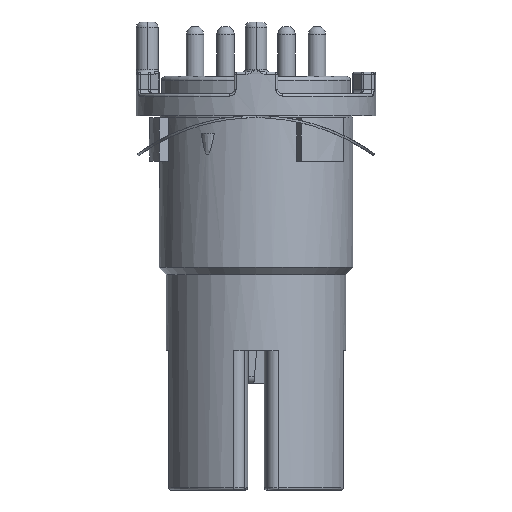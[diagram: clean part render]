
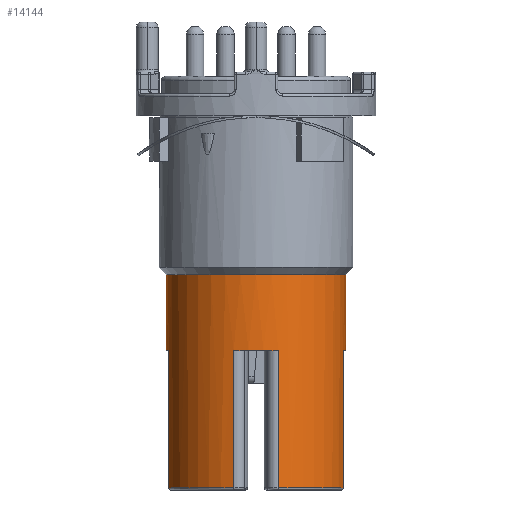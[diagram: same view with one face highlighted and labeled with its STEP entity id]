
A CAD part, left-side view. The second image highlights one B-rep face of the part: STEP entity #14144.
In plain terms, the highlighted cylindrical face has radius 4.125 mm (diameter 8.25 mm), a partial arc.
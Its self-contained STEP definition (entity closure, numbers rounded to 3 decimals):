
#126=CARTESIAN_POINT('',(0.,0.,-11.7));
#127=DIRECTION('',(0.,0.,1.));
#128=DIRECTION('',(0.,1.,0.));
#129=AXIS2_PLACEMENT_3D('',#126,#127,#128);
#159=CARTESIAN_POINT('',(0.,0.,-11.7));
#160=DIRECTION('',(0.,0.,1.));
#161=DIRECTION('',(-0.969,0.248,0.));
#162=AXIS2_PLACEMENT_3D('',#159,#160,#161);
#192=CARTESIAN_POINT('',(0.,0.,-11.7));
#193=DIRECTION('',(0.,0.,1.));
#194=DIRECTION('',(-0.248,-0.969,0.));
#195=AXIS2_PLACEMENT_3D('',#192,#193,#194);
#545=DIRECTION('',(0.,0.,-1.));
#546=VECTOR('',#545,3.5);
#547=CARTESIAN_POINT('',(0.,-4.125,-8.2));
#548=LINE('',#547,#546);
#554=DIRECTION('',(0.,0.,-1.));
#555=VECTOR('',#554,3.5);
#556=CARTESIAN_POINT('',(0.,4.125,-8.2));
#557=LINE('',#556,#555);
#1229=CARTESIAN_POINT('',(0.,0.,-18.));
#1230=DIRECTION('',(0.,0.,-1.));
#1231=DIRECTION('',(-0.248,-0.969,0.));
#1232=AXIS2_PLACEMENT_3D('',#1229,#1230,#1231);
#1234=DIRECTION('',(0.,0.,1.));
#1235=VECTOR('',#1234,6.3);
#1236=CARTESIAN_POINT('',(-3.996,-1.024,-18.));
#1237=LINE('',#1236,#1235);
#1238=DIRECTION('',(0.,0.,1.));
#1239=VECTOR('',#1238,6.3);
#1240=CARTESIAN_POINT('',(-3.996,1.024,-18.));
#1241=LINE('',#1240,#1239);
#1242=CARTESIAN_POINT('',(0.,0.,-18.));
#1243=DIRECTION('',(0.,0.,-1.));
#1244=DIRECTION('',(-0.969,0.248,0.));
#1245=AXIS2_PLACEMENT_3D('',#1242,#1243,#1244);
#1247=DIRECTION('',(0.,0.,1.));
#1248=VECTOR('',#1247,6.3);
#1249=CARTESIAN_POINT('',(-1.024,3.996,-18.));
#1250=LINE('',#1249,#1248);
#1251=CARTESIAN_POINT('',(0.,0.,-8.2));
#1252=DIRECTION('',(0.,0.,1.));
#1253=DIRECTION('',(0.,1.,0.));
#1254=AXIS2_PLACEMENT_3D('',#1251,#1252,#1253);
#1256=DIRECTION('',(0.,0.,1.));
#1257=VECTOR('',#1256,6.3);
#1258=CARTESIAN_POINT('',(-1.024,-3.996,-18.));
#1259=LINE('',#1258,#1257);
#10555=CARTESIAN_POINT('',(0.,4.125,-8.2));
#10556=CARTESIAN_POINT('',(0.,-4.125,-8.2));
#10557=VERTEX_POINT('',#10555);
#10558=VERTEX_POINT('',#10556);
#10567=CARTESIAN_POINT('',(0.,4.125,-11.7));
#10568=VERTEX_POINT('',#10567);
#10569=CARTESIAN_POINT('',(0.,-4.125,-11.7));
#10570=VERTEX_POINT('',#10569);
#10607=CARTESIAN_POINT('',(-3.996,1.024,-11.7));
#10609=VERTEX_POINT('',#10607);
#10612=CARTESIAN_POINT('',(-3.996,-1.024,-11.7));
#10614=VERTEX_POINT('',#10612);
#10623=CARTESIAN_POINT('',(-1.024,-3.996,-11.7));
#10624=VERTEX_POINT('',#10623);
#10640=CARTESIAN_POINT('',(-1.024,3.996,-11.7));
#10642=VERTEX_POINT('',#10640);
#10757=CARTESIAN_POINT('',(-1.024,-3.996,-18.));
#10758=VERTEX_POINT('',#10757);
#10761=CARTESIAN_POINT('',(-3.996,-1.024,-18.));
#10762=VERTEX_POINT('',#10761);
#10807=CARTESIAN_POINT('',(-1.024,3.996,-18.));
#10808=VERTEX_POINT('',#10807);
#10815=CARTESIAN_POINT('',(-3.996,1.024,-18.));
#10816=VERTEX_POINT('',#10815);
#14118=CARTESIAN_POINT('',(0.,0.,-18.611));
#14119=DIRECTION('',(0.,0.,1.));
#14120=DIRECTION('',(0.,1.,0.));
#14121=AXIS2_PLACEMENT_3D('',#14118,#14119,#14120);
#14122=CYLINDRICAL_SURFACE('',#14121,4.125);
#14124=ORIENTED_EDGE('',*,*,#14123,.T.);
#14126=ORIENTED_EDGE('',*,*,#14125,.T.);
#14127=ORIENTED_EDGE('',*,*,#12879,.F.);
#14129=ORIENTED_EDGE('',*,*,#14128,.F.);
#14131=ORIENTED_EDGE('',*,*,#14130,.T.);
#14133=ORIENTED_EDGE('',*,*,#14132,.T.);
#14134=ORIENTED_EDGE('',*,*,#12851,.F.);
#14135=ORIENTED_EDGE('',*,*,#13257,.F.);
#14137=ORIENTED_EDGE('',*,*,#14136,.T.);
#14138=ORIENTED_EDGE('',*,*,#13253,.T.);
#14139=ORIENTED_EDGE('',*,*,#12898,.F.);
#14141=ORIENTED_EDGE('',*,*,#14140,.F.);
#14142=EDGE_LOOP('',(#14124,#14126,#14127,#14129,#14131,#14133,#14134,#14135,
#14137,#14138,#14139,#14141));
#14143=FACE_OUTER_BOUND('',#14142,.F.);
#130=CIRCLE('',#129,4.125);
#163=CIRCLE('',#162,4.125);
#196=CIRCLE('',#195,4.125);
#1233=CIRCLE('',#1232,4.125);
#1246=CIRCLE('',#1245,4.125);
#1255=CIRCLE('',#1254,4.125);
#12851=EDGE_CURVE('',#10568,#10642,#130,.T.);
#12879=EDGE_CURVE('',#10609,#10614,#163,.T.);
#12898=EDGE_CURVE('',#10624,#10570,#196,.T.);
#13253=EDGE_CURVE('',#10558,#10570,#548,.T.);
#13257=EDGE_CURVE('',#10557,#10568,#557,.T.);
#14123=EDGE_CURVE('',#10758,#10762,#1233,.T.);
#14125=EDGE_CURVE('',#10762,#10614,#1237,.T.);
#14128=EDGE_CURVE('',#10816,#10609,#1241,.T.);
#14130=EDGE_CURVE('',#10816,#10808,#1246,.T.);
#14132=EDGE_CURVE('',#10808,#10642,#1250,.T.);
#14136=EDGE_CURVE('',#10557,#10558,#1255,.T.);
#14140=EDGE_CURVE('',#10758,#10624,#1259,.T.);
#14144=ADVANCED_FACE('',(#14143),#14122,.T.);
